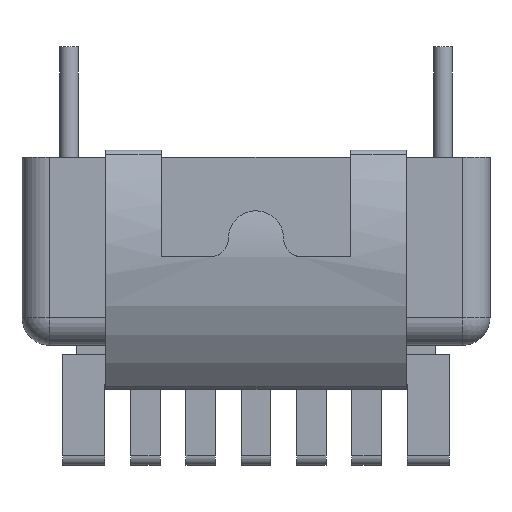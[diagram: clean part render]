
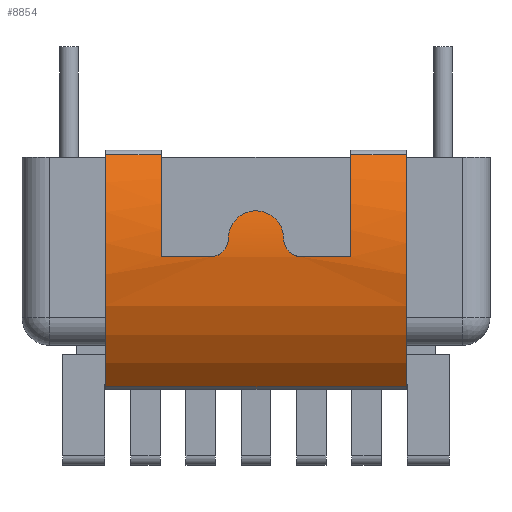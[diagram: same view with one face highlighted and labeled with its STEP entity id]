
A CAD part, left-side view. The second image highlights one B-rep face of the part: STEP entity #8854.
In plain terms, the highlighted cylindrical face has radius 10 mm (diameter 20 mm), a partial arc.
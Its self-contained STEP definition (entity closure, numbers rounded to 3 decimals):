
#30=B_SPLINE_CURVE_WITH_KNOTS('',3,(#14411,#14412,#14413,#14414,#14415,
#14416,#14417,#14418,#14419,#14420),.UNSPECIFIED.,.F.,.F.,(4,2,2,2,4),(0.302,
0.34,0.378,0.416,0.453),
 .UNSPECIFIED.);
#31=B_SPLINE_CURVE_WITH_KNOTS('',3,(#14424,#14425,#14426,#14427,#14428,
#14429,#14430,#14431,#14432,#14433,#14434,#14435,#14436,#14437,#14438,#14439,
#14440,#14441),.UNSPECIFIED.,.F.,.F.,(4,2,2,2,2,2,2,2,4),(-0.682,
-0.625,-0.567,-0.511,-0.454,
-0.397,-0.341,-0.284,-0.226),
 .UNSPECIFIED.);
#32=B_SPLINE_CURVE_WITH_KNOTS('',3,(#14445,#14446,#14447,#14448,#14449,
#14450,#14451,#14452,#14453,#14454),.UNSPECIFIED.,.F.,.F.,(4,2,2,2,4),(0.152,
0.189,0.227,0.265,0.302),
 .UNSPECIFIED.);
#177=CYLINDRICAL_SURFACE('',#9578,10.);
#652=FACE_OUTER_BOUND('',#1145,.T.);
#1145=EDGE_LOOP('',(#7454,#7455,#7456,#7457,#7458,#7459,#7460,#7461,#7462,
#7463,#7464,#7465));
#2017=LINE('',#14458,#2907);
#2018=LINE('',#14466,#2908);
#2019=LINE('',#14474,#2909);
#2020=LINE('',#14481,#2910);
#2022=LINE('',#14488,#2912);
#2907=VECTOR('',#11798,2.65);
#2908=VECTOR('',#11809,3.);
#2909=VECTOR('',#11820,16.3);
#2910=VECTOR('',#11829,3.);
#2912=VECTOR('',#11839,2.65);
#3224=CIRCLE('',#9562,10.);
#3227=CIRCLE('',#9567,10.);
#3230=CIRCLE('',#9572,10.);
#3232=CIRCLE('',#9576,10.);
#4000=VERTEX_POINT('',#14407);
#4001=VERTEX_POINT('',#14409);
#4002=VERTEX_POINT('',#14422);
#4003=VERTEX_POINT('',#14443);
#4004=VERTEX_POINT('',#14456);
#4005=VERTEX_POINT('',#14460);
#4006=VERTEX_POINT('',#14464);
#4007=VERTEX_POINT('',#14468);
#4008=VERTEX_POINT('',#14472);
#4009=VERTEX_POINT('',#14476);
#4010=VERTEX_POINT('',#14480);
#4011=VERTEX_POINT('',#14484);
#5161=EDGE_CURVE('',#4000,#4001,#30,.T.);
#5163=EDGE_CURVE('',#4001,#4002,#31,.T.);
#5165=EDGE_CURVE('',#4002,#4003,#32,.T.);
#5167=EDGE_CURVE('',#4003,#4004,#2017,.T.);
#5169=EDGE_CURVE('',#4004,#4005,#3224,.T.);
#5171=EDGE_CURVE('',#4005,#4006,#2018,.T.);
#5173=EDGE_CURVE('',#4006,#4007,#3227,.T.);
#5175=EDGE_CURVE('',#4007,#4008,#2019,.T.);
#5177=EDGE_CURVE('',#4008,#4009,#3230,.T.);
#5178=EDGE_CURVE('',#4009,#4010,#2020,.T.);
#5181=EDGE_CURVE('',#4010,#4011,#3232,.T.);
#5182=EDGE_CURVE('',#4011,#4000,#2022,.T.);
#7454=ORIENTED_EDGE('',*,*,#5181,.T.);
#7455=ORIENTED_EDGE('',*,*,#5182,.T.);
#7456=ORIENTED_EDGE('',*,*,#5161,.T.);
#7457=ORIENTED_EDGE('',*,*,#5163,.T.);
#7458=ORIENTED_EDGE('',*,*,#5165,.T.);
#7459=ORIENTED_EDGE('',*,*,#5167,.T.);
#7460=ORIENTED_EDGE('',*,*,#5169,.T.);
#7461=ORIENTED_EDGE('',*,*,#5171,.T.);
#7462=ORIENTED_EDGE('',*,*,#5173,.T.);
#7463=ORIENTED_EDGE('',*,*,#5175,.T.);
#7464=ORIENTED_EDGE('',*,*,#5177,.T.);
#7465=ORIENTED_EDGE('',*,*,#5178,.T.);
#8854=ADVANCED_FACE('',(#652),#177,.T.);
#9562=AXIS2_PLACEMENT_3D('',#14462,#11803,#11804);
#9567=AXIS2_PLACEMENT_3D('',#14470,#11814,#11815);
#9572=AXIS2_PLACEMENT_3D('',#14478,#11825,#11826);
#9576=AXIS2_PLACEMENT_3D('',#14486,#11835,#11836);
#9578=AXIS2_PLACEMENT_3D('',#14489,#11840,#11841);
#11798=DIRECTION('',(0.,1.,0.));
#11803=DIRECTION('center_axis',(0.,1.,
0.));
#11804=DIRECTION('ref_axis',(1.,0.,0.));
#11809=DIRECTION('',(0.,1.,0.));
#11814=DIRECTION('center_axis',(0.,-1.,
0.));
#11815=DIRECTION('ref_axis',(1.,0.,0.));
#11820=DIRECTION('',(0.,-1.,0.));
#11825=DIRECTION('center_axis',(0.,1.,
0.));
#11826=DIRECTION('ref_axis',(1.,0.,0.));
#11829=DIRECTION('',(0.,1.,0.));
#11835=DIRECTION('center_axis',(0.,-1.,
0.));
#11836=DIRECTION('ref_axis',(1.,0.,0.));
#11839=DIRECTION('',(0.,1.,0.));
#11840=DIRECTION('center_axis',(0.,1.,
0.));
#11841=DIRECTION('ref_axis',(1.,0.,0.));
#14407=CARTESIAN_POINT('',(-14.709,-2.5,4.8));
#14409=CARTESIAN_POINT('',(-14.653,-1.5,5.8));
#14411=CARTESIAN_POINT('Ctrl Pts',(-14.709,-2.5,
4.8));
#14412=CARTESIAN_POINT('Ctrl Pts',(-14.709,-2.374,
4.8));
#14413=CARTESIAN_POINT('Ctrl Pts',(-14.709,-2.241,4.825));
#14414=CARTESIAN_POINT('Ctrl Pts',(-14.707,-1.994,
4.927));
#14415=CARTESIAN_POINT('Ctrl Pts',(-14.706,-1.882,5.004));
#14416=CARTESIAN_POINT('Ctrl Pts',(-14.7,-1.704,
5.182));
#14417=CARTESIAN_POINT('Ctrl Pts',(-14.695,-1.627,5.294));
#14418=CARTESIAN_POINT('Ctrl Pts',(-14.678,-1.525,
5.541));
#14419=CARTESIAN_POINT('Ctrl Pts',(-14.666,-1.5,
5.675));
#14420=CARTESIAN_POINT('Ctrl Pts',(-14.653,-1.5,5.8));
#14422=CARTESIAN_POINT('',(-14.653,1.5,5.8));
#14424=CARTESIAN_POINT('Ctrl Pts',(-14.653,-1.5,5.8));
#14425=CARTESIAN_POINT('Ctrl Pts',(-14.633,-1.5,
5.99));
#14426=CARTESIAN_POINT('Ctrl Pts',(-14.605,-1.462,
6.192));
#14427=CARTESIAN_POINT('Ctrl Pts',(-14.544,-1.308,
6.562));
#14428=CARTESIAN_POINT('Ctrl Pts',(-14.51,-1.192,
6.73));
#14429=CARTESIAN_POINT('Ctrl Pts',(-14.453,-0.926,
6.995));
#14430=CARTESIAN_POINT('Ctrl Pts',(-14.425,-0.758,
7.11));
#14431=CARTESIAN_POINT('Ctrl Pts',(-14.386,-0.39,
7.262));
#14432=CARTESIAN_POINT('Ctrl Pts',(-14.376,-0.189,
7.3));
#14433=CARTESIAN_POINT('Ctrl Pts',(-14.376,0.189,
7.3));
#14434=CARTESIAN_POINT('Ctrl Pts',(-14.386,0.39,
7.262));
#14435=CARTESIAN_POINT('Ctrl Pts',(-14.425,0.758,
7.11));
#14436=CARTESIAN_POINT('Ctrl Pts',(-14.453,0.925,6.995));
#14437=CARTESIAN_POINT('Ctrl Pts',(-14.51,1.192,6.73));
#14438=CARTESIAN_POINT('Ctrl Pts',(-14.544,1.308,6.562));
#14439=CARTESIAN_POINT('Ctrl Pts',(-14.605,1.462,6.192));
#14440=CARTESIAN_POINT('Ctrl Pts',(-14.633,1.5,5.99));
#14441=CARTESIAN_POINT('Ctrl Pts',(-14.653,1.5,5.8));
#14443=CARTESIAN_POINT('',(-14.709,2.5,4.8));
#14445=CARTESIAN_POINT('Ctrl Pts',(-14.653,1.5,5.8));
#14446=CARTESIAN_POINT('Ctrl Pts',(-14.666,1.5,5.675));
#14447=CARTESIAN_POINT('Ctrl Pts',(-14.678,1.525,5.541));
#14448=CARTESIAN_POINT('Ctrl Pts',(-14.695,1.627,5.295));
#14449=CARTESIAN_POINT('Ctrl Pts',(-14.7,1.704,5.182));
#14450=CARTESIAN_POINT('Ctrl Pts',(-14.706,1.882,5.004));
#14451=CARTESIAN_POINT('Ctrl Pts',(-14.707,1.994,4.927));
#14452=CARTESIAN_POINT('Ctrl Pts',(-14.709,2.24,4.825));
#14453=CARTESIAN_POINT('Ctrl Pts',(-14.709,2.374,4.8));
#14454=CARTESIAN_POINT('Ctrl Pts',(-14.709,2.5,4.8));
#14456=CARTESIAN_POINT('',(-14.709,5.15,4.8));
#14458=CARTESIAN_POINT('',(-14.709,-8.15,4.8));
#14460=CARTESIAN_POINT('',(-12.997,5.15,10.336));
#14462=CARTESIAN_POINT('Origin',(-4.709,5.15,4.741));
#14464=CARTESIAN_POINT('',(-12.997,8.15,10.336));
#14466=CARTESIAN_POINT('',(-12.997,-8.15,10.336));
#14468=CARTESIAN_POINT('',(-11.86,8.15,-2.249));
#14470=CARTESIAN_POINT('Origin',(-4.709,8.15,4.741));
#14472=CARTESIAN_POINT('',(-11.86,-8.15,-2.25));
#14474=CARTESIAN_POINT('',(-11.86,-8.15,-2.25));
#14476=CARTESIAN_POINT('',(-12.997,-8.15,10.336));
#14478=CARTESIAN_POINT('Origin',(-4.709,-8.15,4.741));
#14480=CARTESIAN_POINT('',(-12.997,-5.15,10.336));
#14481=CARTESIAN_POINT('',(-12.997,-8.15,10.336));
#14484=CARTESIAN_POINT('',(-14.709,-5.15,4.8));
#14486=CARTESIAN_POINT('Origin',(-4.709,-5.15,4.741));
#14488=CARTESIAN_POINT('',(-14.709,-8.15,4.8));
#14489=CARTESIAN_POINT('Origin',(-4.709,-8.15,4.741));
